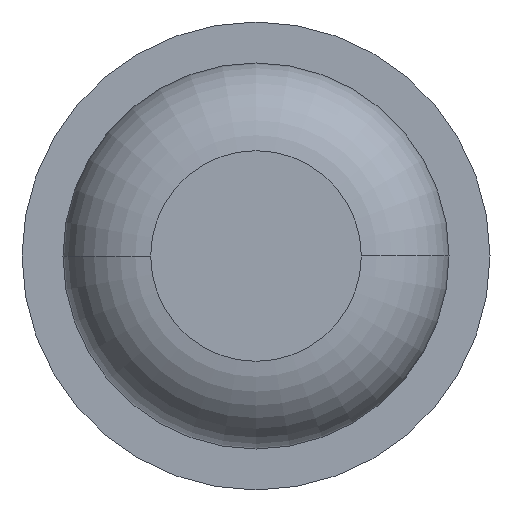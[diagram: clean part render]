
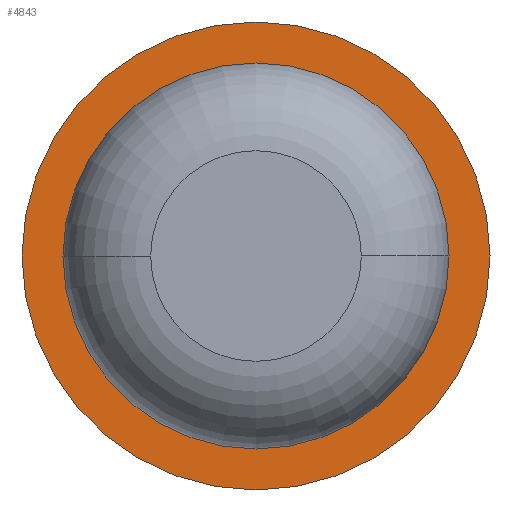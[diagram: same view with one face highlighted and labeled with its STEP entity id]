
A CAD part, front view. The second image highlights one B-rep face of the part: STEP entity #4843.
In plain terms, the highlighted planar face has unit normal (0, -1, 0).
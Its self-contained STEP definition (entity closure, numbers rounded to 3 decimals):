
#124 = ORIENTED_EDGE ( 'NONE', *, *, #1830, .T. ) ;
#232 = CIRCLE ( 'NONE', #3871, 1. ) ;
#402 = EDGE_CURVE ( 'Defeature ausgef�hrt1_6+Defeature ausgef�hrt1_5+Defeature ausgef�hrt1_5+Defeature ausgef�hrt1_5', #1652, #1226, #232, .T. ) ;
#576 = ORIENTED_EDGE ( 'NONE', *, *, #402, .F. ) ;
#643 = CIRCLE ( 'NONE', #2380, 0.825 ) ;
#917 = DIRECTION ( 'NONE',  ( 0., 1., 0. ) ) ;
#1226 = VERTEX_POINT ( 'NONE', #1511 ) ;
#1248 = DIRECTION ( 'NONE',  ( -1., 0., 0. ) ) ;
#1270 = FACE_OUTER_BOUND ( 'NONE', #4751, .T. ) ;
#1343 = VERTEX_POINT ( 'NONE', #4656 ) ;
#1457 = PLANE ( 'NONE',  #4766 ) ;
#1466 = DIRECTION ( 'NONE',  ( 0., 1., 0. ) ) ;
#1511 = CARTESIAN_POINT ( 'NONE',  ( -1., -5., 0. ) ) ;
#1627 = CIRCLE ( 'NONE', #4211, 1. ) ;
#1648 = DIRECTION ( 'NONE',  ( -1., 0., 0. ) ) ;
#1652 = VERTEX_POINT ( 'NONE', #3414 ) ;
#1830 = EDGE_CURVE ( 'Defeature ausgef�hrt1_5+Defeature ausgef�hrt1_0+Defeature ausgef�hrt1_0+Defeature ausgef�hrt1_0', #3261, #1343, #643, .T. ) ;
#1846 = DIRECTION ( 'NONE',  ( -1., 0., 0. ) ) ;
#2047 = ORIENTED_EDGE ( 'NONE', *, *, #3234, .T. ) ;
#2187 = CARTESIAN_POINT ( 'NONE',  ( 0., -5., 0. ) ) ;
#2221 = DIRECTION ( 'NONE',  ( 0., 1., 0. ) ) ;
#2284 = ORIENTED_EDGE ( 'NONE', *, *, #3326, .F. ) ;
#2380 = AXIS2_PLACEMENT_3D ( 'NONE', #4319, #4708, #1648 ) ;
#2409 = AXIS2_PLACEMENT_3D ( 'NONE', #3741, #1466, #1846 ) ;
#2953 = DIRECTION ( 'NONE',  ( 0., 1., 0. ) ) ;
#3008 = DIRECTION ( 'NONE',  ( -1., 0., 0. ) ) ;
#3169 = FACE_BOUND ( 'NONE', #4741, .T. ) ;
#3234 = EDGE_CURVE ( 'Defeature ausgef�hrt1_5+Defeature ausgef�hrt1_0+Defeature ausgef�hrt1_0+Defeature ausgef�hrt1_0', #1343, #3261, #4664, .T. ) ;
#3261 = VERTEX_POINT ( 'NONE', #4495 ) ;
#3326 = EDGE_CURVE ( 'Defeature ausgef�hrt1_6+Defeature ausgef�hrt1_5+Defeature ausgef�hrt1_5+Defeature ausgef�hrt1_5', #1226, #1652, #1627, .T. ) ;
#3414 = CARTESIAN_POINT ( 'NONE',  ( 1., -5., 0. ) ) ;
#3741 = CARTESIAN_POINT ( 'NONE',  ( 0., -5., 0. ) ) ;
#3871 = AXIS2_PLACEMENT_3D ( 'NONE', #4321, #917, #1248 ) ;
#4118 = CARTESIAN_POINT ( 'NONE',  ( 0.825, -5., 0. ) ) ;
#4211 = AXIS2_PLACEMENT_3D ( 'NONE', #2187, #2953, #3008 ) ;
#4319 = CARTESIAN_POINT ( 'NONE',  ( 0., -5., 0. ) ) ;
#4321 = CARTESIAN_POINT ( 'NONE',  ( 0., -5., 0. ) ) ;
#4495 = CARTESIAN_POINT ( 'NONE',  ( -0.825, -5., 0. ) ) ;
#4656 = CARTESIAN_POINT ( 'NONE',  ( 0.825, -5., 0. ) ) ;
#4664 = CIRCLE ( 'NONE', #2409, 0.825 ) ;
#4708 = DIRECTION ( 'NONE',  ( 0., 1., 0. ) ) ;
#4741 = EDGE_LOOP ( 'NONE', ( #124, #2047 ) ) ;
#4751 = EDGE_LOOP ( 'NONE', ( #2284, #576 ) ) ;
#4766 = AXIS2_PLACEMENT_3D ( 'NONE', #4118, #2221, #4880 ) ;
#4843 = ADVANCED_FACE ( 'Defeature ausgef�hrt1_5', ( #1270, #3169 ), #1457, .F. ) ;
#4880 = DIRECTION ( 'NONE',  ( -1., 0., 0. ) ) ;
